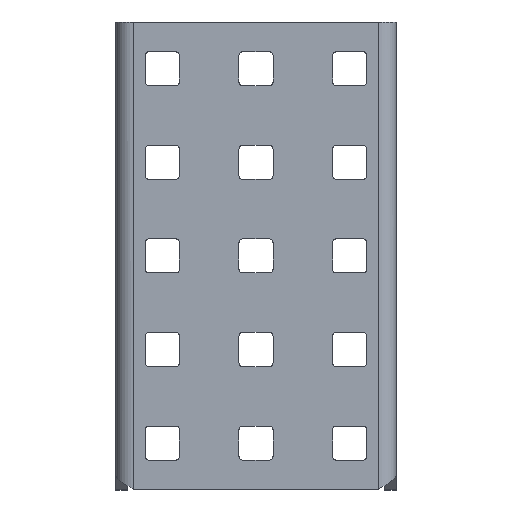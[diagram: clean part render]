
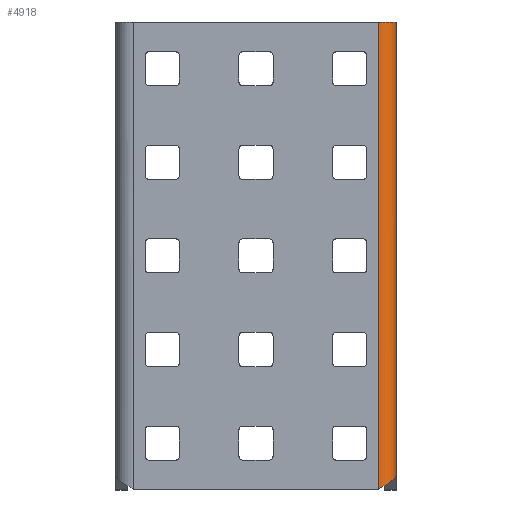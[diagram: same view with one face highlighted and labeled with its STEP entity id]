
A CAD part, top view. The second image highlights one B-rep face of the part: STEP entity #4918.
In plain terms, the highlighted cylindrical face has radius 2.413 mm (diameter 4.826 mm), a partial arc.
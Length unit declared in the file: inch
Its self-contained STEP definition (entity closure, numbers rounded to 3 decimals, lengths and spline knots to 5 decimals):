
#44=B_SPLINE_CURVE_WITH_KNOTS('',3,(#7910,#7911,#7912,#7913,#7914,#7915,
#7916,#7917,#7918,#7919),.UNSPECIFIED.,.F.,.F.,(4,2,2,2,4),(0.,0.25,
0.5,0.75,1.),.UNSPECIFIED.);
#46=B_SPLINE_CURVE_WITH_KNOTS('',3,(#7936,#7937,#7938,#7939),
 .UNSPECIFIED.,.F.,.F.,(4,4),(0.,1.),.UNSPECIFIED.);
#116=CYLINDRICAL_SURFACE('',#5330,0.09499);
#370=CIRCLE('',#5328,0.09499);
#584=FACE_OUTER_BOUND('',#856,.T.);
#856=EDGE_LOOP('',(#3893,#3894,#3895,#3896,#3897));
#1097=LINE('',#7382,#1563);
#1288=LINE('',#7947,#1754);
#1563=VECTOR('',#5856,39.37008);
#1754=VECTOR('',#6421,39.37008);
#2122=VERTEX_POINT('',#7374);
#2124=VERTEX_POINT('',#7380);
#2249=VERTEX_POINT('',#7908);
#2251=VERTEX_POINT('',#7934);
#2252=VERTEX_POINT('',#7941);
#2577=EDGE_CURVE('',#2122,#2124,#1097,.T.);
#2826=EDGE_CURVE('',#2124,#2249,#44,.T.);
#2830=EDGE_CURVE('',#2249,#2251,#46,.T.);
#2833=EDGE_CURVE('',#2252,#2122,#370,.T.);
#2834=EDGE_CURVE('',#2252,#2251,#1288,.T.);
#3893=ORIENTED_EDGE('',*,*,#2833,.T.);
#3894=ORIENTED_EDGE('',*,*,#2577,.T.);
#3895=ORIENTED_EDGE('',*,*,#2826,.T.);
#3896=ORIENTED_EDGE('',*,*,#2830,.T.);
#3897=ORIENTED_EDGE('',*,*,#2834,.F.);
#4918=ADVANCED_FACE('',(#584),#116,.T.);
#5328=AXIS2_PLACEMENT_3D('',#7944,#6415,#6416);
#5330=AXIS2_PLACEMENT_3D('',#7946,#6419,#6420);
#5856=DIRECTION('',(0.,-1.,0.));
#6415=DIRECTION('center_axis',(0.,-1.,0.));
#6416=DIRECTION('ref_axis',(0.,0.,-1.));
#6419=DIRECTION('center_axis',(0.,-1.,0.));
#6420=DIRECTION('ref_axis',(0.,0.,-1.));
#6421=DIRECTION('',(0.,-1.,0.));
#7374=CARTESIAN_POINT('',(0.65501,8.75,0.));
#7380=CARTESIAN_POINT('',(0.65501,6.2536,0.));
#7382=CARTESIAN_POINT('',(0.65501,8.75,0.));
#7908=CARTESIAN_POINT('',(0.74521,6.32071,-0.06519));
#7910=CARTESIAN_POINT('Ctrl Pts',(0.65501,6.2536,0.));
#7911=CARTESIAN_POINT('Ctrl Pts',(0.66492,6.2592,0.));
#7912=CARTESIAN_POINT('Ctrl Pts',(0.67482,6.26479,-0.00156));
#7913=CARTESIAN_POINT('Ctrl Pts',(0.69368,6.27597,-0.00766));
#7914=CARTESIAN_POINT('Ctrl Pts',(0.70262,6.28157,-0.0122));
#7915=CARTESIAN_POINT('Ctrl Pts',(0.71868,6.29275,-0.02381));
#7916=CARTESIAN_POINT('Ctrl Pts',(0.7258,6.29834,-0.03088));
#7917=CARTESIAN_POINT('Ctrl Pts',(0.73751,6.30953,-0.04687));
#7918=CARTESIAN_POINT('Ctrl Pts',(0.7421,6.31512,-0.05578));
#7919=CARTESIAN_POINT('Ctrl Pts',(0.74521,6.32071,-0.06519));
#7934=CARTESIAN_POINT('',(0.75,6.3036,-0.09499));
#7936=CARTESIAN_POINT('Ctrl Pts',(0.74521,6.32071,-0.06519));
#7937=CARTESIAN_POINT('Ctrl Pts',(0.74838,6.31501,-0.07479));
#7938=CARTESIAN_POINT('Ctrl Pts',(0.75,6.30931,-0.08489));
#7939=CARTESIAN_POINT('Ctrl Pts',(0.75,6.3036,-0.09499));
#7941=CARTESIAN_POINT('',(0.75,8.75,-0.09499));
#7944=CARTESIAN_POINT('Origin',(0.65501,8.75,-0.09499));
#7946=CARTESIAN_POINT('Origin',(0.65501,5.00319,-0.09499));
#7947=CARTESIAN_POINT('',(0.75,-8.75,-0.09499));
